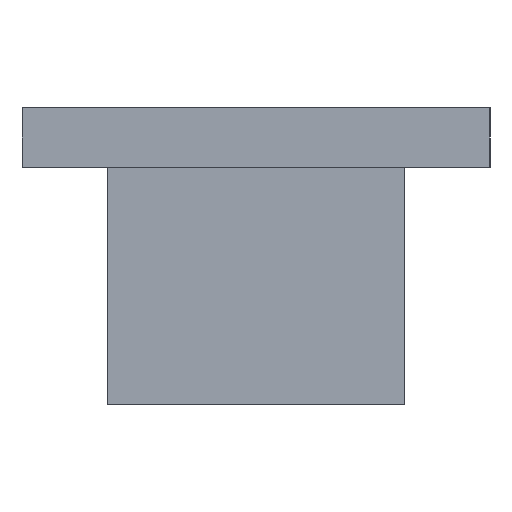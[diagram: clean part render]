
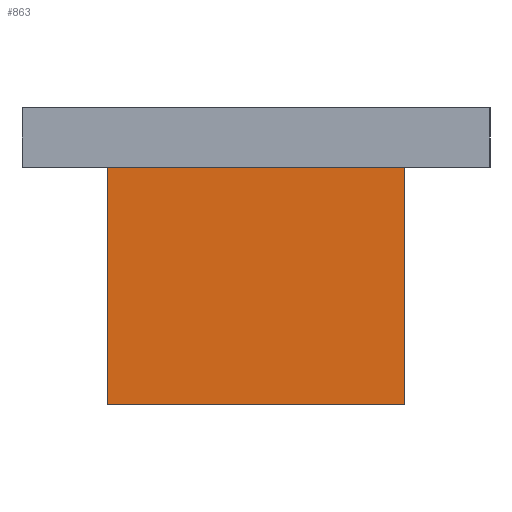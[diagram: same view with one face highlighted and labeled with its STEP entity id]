
A CAD part, front view. The second image highlights one B-rep face of the part: STEP entity #863.
In plain terms, the highlighted planar face has unit normal (0, -1, 0).
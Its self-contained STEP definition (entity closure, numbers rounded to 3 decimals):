
#13 = CARTESIAN_POINT ( 'NONE',  ( 50., -100., -40. ) ) ;
#47 = LINE ( 'NONE', #609, #82 ) ;
#62 = FACE_OUTER_BOUND ( 'NONE', #451, .T. ) ;
#82 = VECTOR ( 'NONE', #118, 1000. ) ;
#90 = DIRECTION ( 'NONE',  ( 0., 0., 1. ) ) ;
#91 = VERTEX_POINT ( 'NONE', #385 ) ;
#110 = EDGE_CURVE ( 'NONE', #127, #718, #712, .T. ) ;
#118 = DIRECTION ( 'NONE',  ( 0., 0., -1. ) ) ;
#127 = VERTEX_POINT ( 'NONE', #13 ) ;
#176 = CARTESIAN_POINT ( 'NONE',  ( -50., -100., -40. ) ) ;
#195 = DIRECTION ( 'NONE',  ( 0., -1., 0. ) ) ;
#196 = VERTEX_POINT ( 'NONE', #176 ) ;
#236 = ORIENTED_EDGE ( 'NONE', *, *, #110, .T. ) ;
#273 = DIRECTION ( 'NONE',  ( -1., 0., 0. ) ) ;
#300 = VECTOR ( 'NONE', #90, 1000. ) ;
#342 = PLANE ( 'NONE',  #397 ) ;
#360 = EDGE_CURVE ( 'NONE', #718, #91, #621, .T. ) ;
#385 = CARTESIAN_POINT ( 'NONE',  ( -50., -100., 40. ) ) ;
#397 = AXIS2_PLACEMENT_3D ( 'NONE', #614, #195, #907 ) ;
#398 = CARTESIAN_POINT ( 'NONE',  ( 50., -100., -40. ) ) ;
#451 = EDGE_LOOP ( 'NONE', ( #463, #756, #236, #521 ) ) ;
#463 = ORIENTED_EDGE ( 'NONE', *, *, #836, .T. ) ;
#464 = DIRECTION ( 'NONE',  ( 1., 0., 0. ) ) ;
#521 = ORIENTED_EDGE ( 'NONE', *, *, #360, .T. ) ;
#525 = LINE ( 'NONE', #398, #861 ) ;
#598 = CARTESIAN_POINT ( 'NONE',  ( 50., -100., 40. ) ) ;
#609 = CARTESIAN_POINT ( 'NONE',  ( -50., -100., -40. ) ) ;
#614 = CARTESIAN_POINT ( 'NONE',  ( 0., -100., 0. ) ) ;
#621 = LINE ( 'NONE', #905, #859 ) ;
#680 = EDGE_CURVE ( 'NONE', #196, #127, #525, .T. ) ;
#707 = CARTESIAN_POINT ( 'NONE',  ( 50., -100., -40. ) ) ;
#712 = LINE ( 'NONE', #707, #300 ) ;
#718 = VERTEX_POINT ( 'NONE', #598 ) ;
#756 = ORIENTED_EDGE ( 'NONE', *, *, #680, .T. ) ;
#836 = EDGE_CURVE ( 'NONE', #91, #196, #47, .T. ) ;
#859 = VECTOR ( 'NONE', #273, 1000. ) ;
#861 = VECTOR ( 'NONE', #464, 1000. ) ;
#863 = ADVANCED_FACE ( 'NONE', ( #62 ), #342, .T. ) ;
#905 = CARTESIAN_POINT ( 'NONE',  ( 50., -100., 40. ) ) ;
#907 = DIRECTION ( 'NONE',  ( 1., 0., 0. ) ) ;
